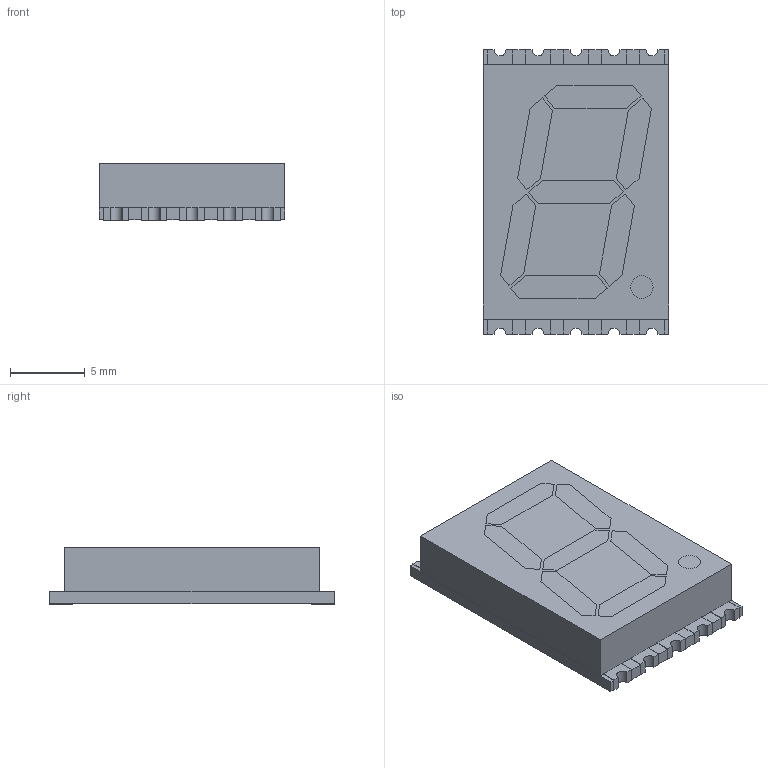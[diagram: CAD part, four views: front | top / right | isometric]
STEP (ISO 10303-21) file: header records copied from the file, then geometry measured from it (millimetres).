
FILE_DESCRIPTION (( 'STEP AP214' ), '1' );
FILE_NAME ('User Library-KCSA56-104.STEP', '2022-06-23T07:23:31', ( '' ), ( '' ), 'SwSTEP 2.0', 'SolidWorks 2021', '' );
FILE_SCHEMA (( 'AUTOMOTIVE_DESIGN' ));
Length unit declared in the file: millimetre
Products named in the file (1): User Library-KCSA56-104
Bounding box: 12.4 x 19 x 3.79 mm (x, y, z)
Volume: 809.9 mm3; surface area: 1119.9 mm2
Topology: 2 solids, 2 shells, 140 faces, 428 edges, 300 vertices
Faces by surface type: plane 130, cylinder 10
Entity records: 6162 total; most frequent: CARTESIAN_POINT 869, ORIENTED_EDGE 856, DIRECTION 732, EDGE_CURVE 428, LINE 406, VECTOR 406, VERTEX_POINT 300, AXIS2_PLACEMENT_3D 163
